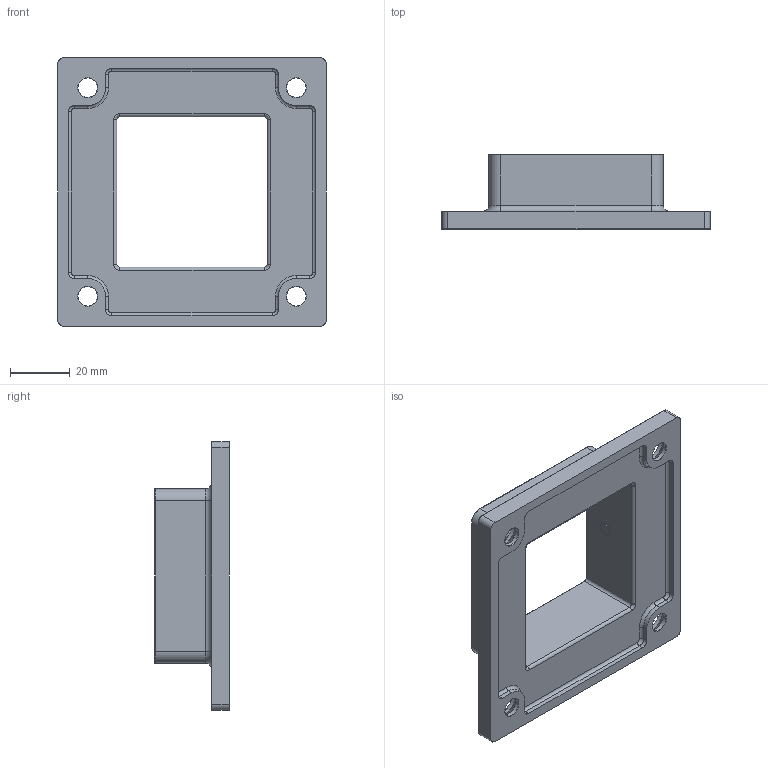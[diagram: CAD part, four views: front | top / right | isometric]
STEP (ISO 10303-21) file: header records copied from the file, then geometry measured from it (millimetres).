
FILE_DESCRIPTION (( 'STEP AP203' ), '1' );
FILE_NAME ('51240-240.step', '2021-11-26T07:09:29', ( '' ), ( '' ), 'SwSTEP 2.0', 'SolidWorks 2018', '' );
FILE_SCHEMA (( 'CONFIG_CONTROL_DESIGN' ));
Length unit declared in the file: millimetre
Products named in the file (6): 51240-240; DIN913 M5x4; 5124X-XXX Teil1; DIN913 M5x4_DIN913 M5x4 V2A; 5124X-XXX Teil1_51243-240 Teil1 Keyshot
Assembly tree (3 placements, depth 2):
  51240-240
    5124X-XXX Teil1_51243-240 Teil1 Keyshot
    DIN913 M5x4_DIN913 M5x4 V2A
  51240-240
    DIN913 M5x4
  5124X-XXX Teil1
Bounding box: 90 x 25 x 90 mm (x, y, z)
Volume: 38657.7 mm3; surface area: 22792.3 mm2
Topology: 2 solids, 2 shells, 212 faces, 535 edges, 325 vertices
Faces by surface type: plane 79, cylinder 75, torus 48, cone 7, bspline 3
Full cylindrical faces by diameter (mm): 5 x1, 6.5 x4, 12.5 x4
Entity records: 10551 total; most frequent: CARTESIAN_POINT 5026, DIRECTION 1120, ORIENTED_EDGE 976, EDGE_CURVE 488, AXIS2_PLACEMENT_3D 454, VERTEX_POINT 309, EDGE_LOOP 253, FACE_OUTER_BOUND 237
